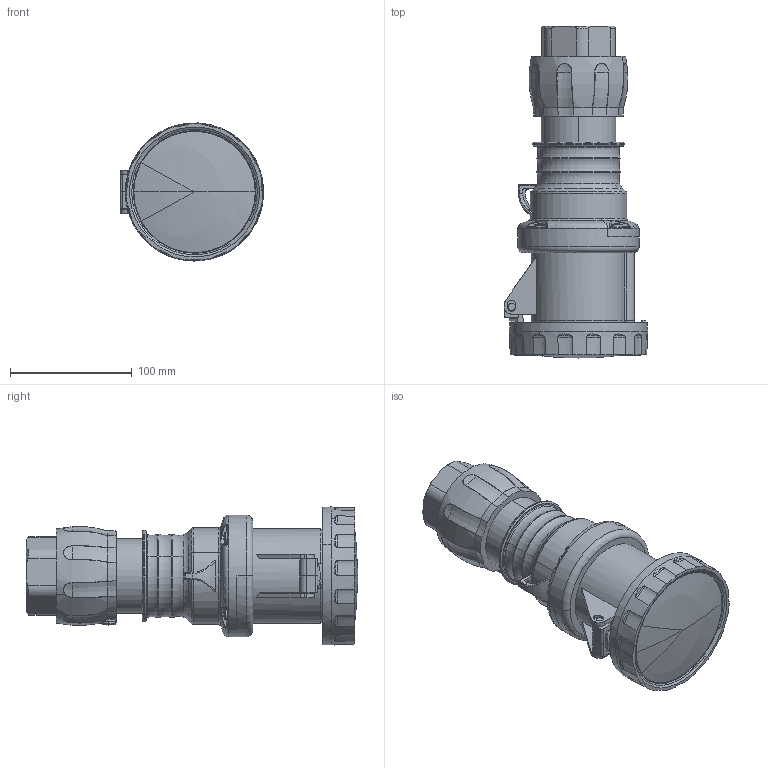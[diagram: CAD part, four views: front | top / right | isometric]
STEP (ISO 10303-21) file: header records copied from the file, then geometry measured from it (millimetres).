
FILE_DESCRIPTION((''),'2;1');
FILE_NAME('GW63048H_SW0003','2020-05-21T22:44:54',('user'),('Technoprobe spa'),'CREO PARAMETRIC BY PTC INC, 2019471','CREO PARAMETRIC BY PTC INC, 2019471','');
FILE_SCHEMA(('CONFIG_CONTROL_DESIGN'));
Length unit declared in the file: millimetre
Products named in the file (1): GW63048H_SW0003
Bounding box: 117.89 x 273.2 x 113.6 mm (x, y, z)
Volume: 1372591.6 mm3; surface area: 106449.4 mm2
Topology: 1 solids, 3 shells, 563 faces, 1548 edges, 997 vertices
Faces by surface type: bspline 178, plane 129, cylinder 110, torus 74, cone 52, sphere 12, extrusion 8
Entity records: 35213 total; most frequent: CARTESIAN_POINT 22486, ORIENTED_EDGE 3072, DIRECTION 2046, EDGE_CURVE 1536, VERTEX_POINT 997, AXIS2_PLACEMENT_3D 851, B_SPLINE_CURVE_WITH_KNOTS 734, EDGE_LOOP 591
